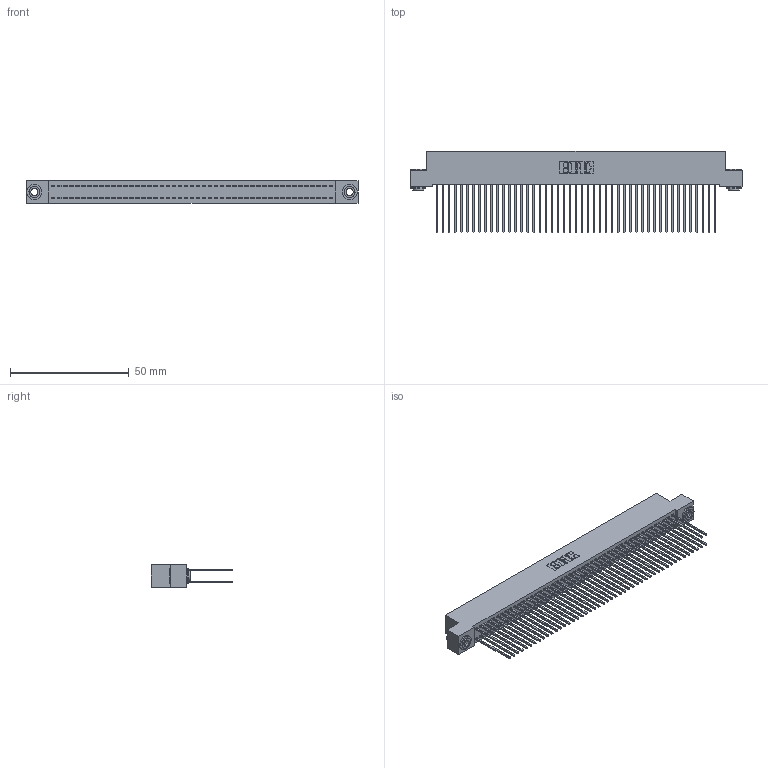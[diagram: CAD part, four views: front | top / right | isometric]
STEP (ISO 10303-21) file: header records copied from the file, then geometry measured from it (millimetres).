
FILE_DESCRIPTION (( 'STEP AP203' ), '1' );
FILE_NAME ('392-094-541-203.STEP', '2018-08-18T08:55:28', ( '' ), ( '' ), 'SwSTEP 2.0', 'SolidWorks 2016', '' );
FILE_SCHEMA (( 'CONFIG_CONTROL_DESIGN' ));
Length unit declared in the file: inch
Products named in the file (4): 392-094-541-203; 342 Part_.156 TH; 345-292-001_345-293-141; 342-250-002_345-250-002-102
Assembly tree (97 placements, depth 2):
  392-094-541-203
    342 Part_.156 TH
    345-292-001_345-293-141  x94
    342-250-002_345-250-002-102  x2
Bounding box: 139.7 x 34.3 x 9.4 mm (x, y, z)
Volume: 13137.8 mm3; surface area: 24161 mm2
Topology: 97 solids, 97 shells, 5036 faces, 14945 edges, 9834 vertices
Faces by surface type: plane 3460, cylinder 1568, cone 8
Entity records: 30126 total; most frequent: CARTESIAN_POINT 4961, ORIENTED_EDGE 4890, DIRECTION 4263, EDGE_CURVE 2445, VECTOR 2293, LINE 2293, VERTEX_POINT 1626, AXIS2_PLACEMENT_3D 985
